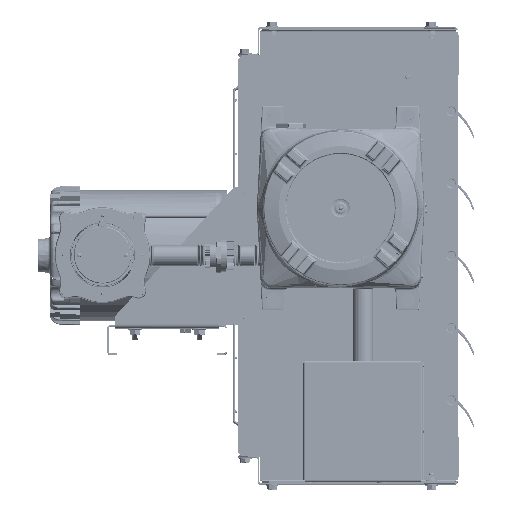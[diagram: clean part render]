
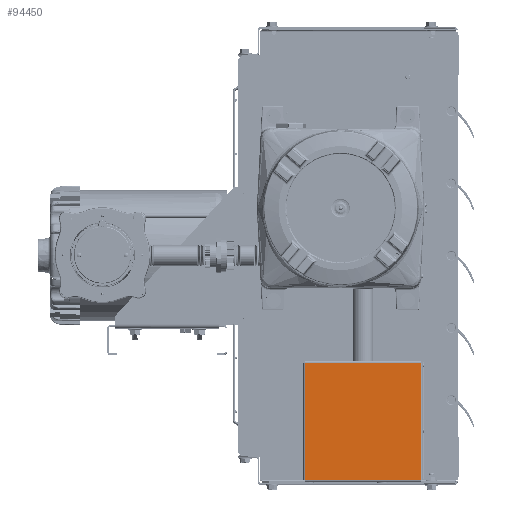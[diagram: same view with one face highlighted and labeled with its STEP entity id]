
A CAD part, top view. The second image highlights one B-rep face of the part: STEP entity #94450.
In plain terms, the highlighted planar face has unit normal (0, 0, 1).
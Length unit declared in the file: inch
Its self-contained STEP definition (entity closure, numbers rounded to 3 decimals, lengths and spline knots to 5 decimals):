
#2726 = EDGE_LOOP ( 'NONE', ( #9793, #237764, #202722, #103766 ) ) ;
#6190 = VERTEX_POINT ( 'NONE', #283113 ) ;
#8584 = CARTESIAN_POINT ( 'NONE',  ( -2.8977, 3.82293, 14.5568 ) ) ;
#9793 = ORIENTED_EDGE ( 'NONE', *, *, #54198, .T. ) ;
#10381 = CARTESIAN_POINT ( 'NONE',  ( -2.8977, 3.82293, 14.5568 ) ) ;
#19009 = DIRECTION ( 'NONE',  ( 0., -1., 0. ) ) ;
#43314 = LINE ( 'NONE', #10381, #265879 ) ;
#54198 = EDGE_CURVE ( 'NONE', #6190, #128025, #239174, .T. ) ;
#61650 = VECTOR ( 'NONE', #338049, 39.37008 ) ;
#69123 = VERTEX_POINT ( 'NONE', #120147 ) ;
#81995 = EDGE_CURVE ( 'NONE', #180966, #6190, #43314, .T. ) ;
#87971 = CARTESIAN_POINT ( 'NONE',  ( 2.9067, 3.77293, 14.5568 ) ) ;
#94450 = ADVANCED_FACE ( 'NONE', ( #287618 ), #351946, .T. ) ;
#97361 = VECTOR ( 'NONE', #348008, 39.37008 ) ;
#103133 = EDGE_CURVE ( 'NONE', #128025, #69123, #245848, .T. ) ;
#103766 = ORIENTED_EDGE ( 'NONE', *, *, #81995, .T. ) ;
#105505 = AXIS2_PLACEMENT_3D ( 'NONE', #353175, #185938, #19009 ) ;
#115959 = DIRECTION ( 'NONE',  ( 0., 1., 0. ) ) ;
#120147 = CARTESIAN_POINT ( 'NONE',  ( -2.8977, 9.72293, 14.5568 ) ) ;
#128025 = VERTEX_POINT ( 'NONE', #230052 ) ;
#135907 = LINE ( 'NONE', #225780, #61650 ) ;
#152425 = EDGE_CURVE ( 'NONE', #180966, #69123, #135907, .T. ) ;
#173759 = VECTOR ( 'NONE', #115959, 39.37008 ) ;
#177418 = DIRECTION ( 'NONE',  ( 1., 0., 0. ) ) ;
#180966 = VERTEX_POINT ( 'NONE', #8584 ) ;
#185938 = DIRECTION ( 'NONE',  ( 0., 0., 1. ) ) ;
#202722 = ORIENTED_EDGE ( 'NONE', *, *, #152425, .F. ) ;
#225780 = CARTESIAN_POINT ( 'NONE',  ( -2.8977, 3.77293, 14.5568 ) ) ;
#230052 = CARTESIAN_POINT ( 'NONE',  ( 2.9067, 9.72293, 14.5568 ) ) ;
#237764 = ORIENTED_EDGE ( 'NONE', *, *, #103133, .T. ) ;
#239174 = LINE ( 'NONE', #87971, #173759 ) ;
#245848 = LINE ( 'NONE', #319911, #97361 ) ;
#265879 = VECTOR ( 'NONE', #177418, 39.37008 ) ;
#283113 = CARTESIAN_POINT ( 'NONE',  ( 2.9067, 3.82293, 14.5568 ) ) ;
#287618 = FACE_OUTER_BOUND ( 'NONE', #2726, .T. ) ;
#319911 = CARTESIAN_POINT ( 'NONE',  ( 2.9067, 9.72293, 14.5568 ) ) ;
#338049 = DIRECTION ( 'NONE',  ( 0., 1., 0. ) ) ;
#348008 = DIRECTION ( 'NONE',  ( -1., 0., 0. ) ) ;
#351946 = PLANE ( 'NONE',  #105505 ) ;
#353175 = CARTESIAN_POINT ( 'NONE',  ( -2.9955, 3.77293, 14.5568 ) ) ;
